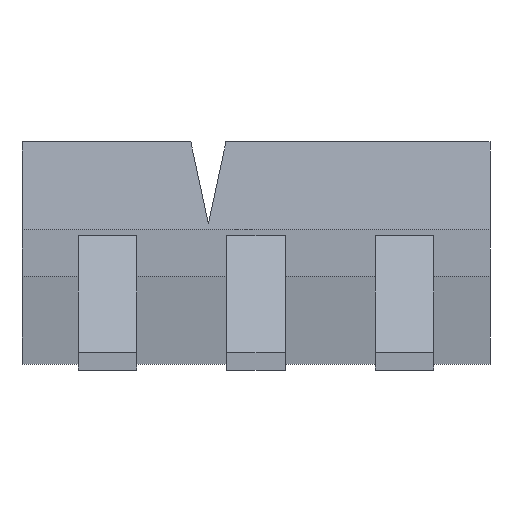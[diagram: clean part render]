
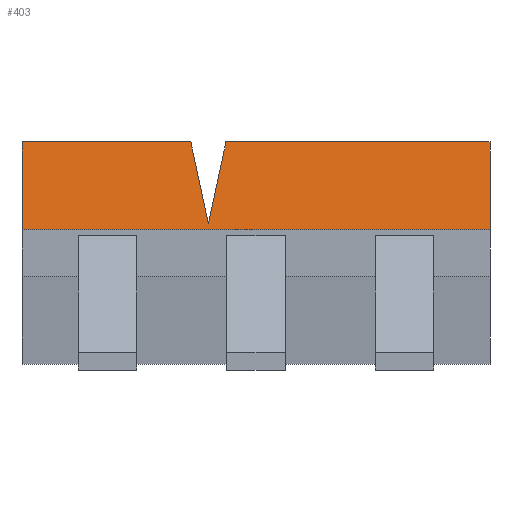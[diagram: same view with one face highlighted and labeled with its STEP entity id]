
A CAD part, left-side view. The second image highlights one B-rep face of the part: STEP entity #403.
In plain terms, the highlighted planar face has unit normal (-0.991, 0, 0.132).
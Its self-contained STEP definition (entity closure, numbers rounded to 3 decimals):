
#195=VECTOR('',#196,1.);
#196=DIRECTION('',(0.,1.,0.));
#199=VERTEX_POINT('',#200);
#200=CARTESIAN_POINT('',(-1.6,-2.,1.2));
#204=ORIENTED_EDGE('',*,*,#205,.T.);
#205=EDGE_CURVE('',#199,#206,#208,.T.);
#206=VERTEX_POINT('',#207);
#207=CARTESIAN_POINT('',(-1.6,2.,1.2));
#208=LINE('',#200,#195);
#330=VECTOR('',#331,1.);
#331=DIRECTION('',(-0.132,0.,    -0.991));
#345=VERTEX_POINT('',#346);
#346=CARTESIAN_POINT('',(-1.5,-2.,1.95));
#350=ORIENTED_EDGE('',*,*,#351,.F.);
#351=EDGE_CURVE('',#199,#345,#352,.T.);
#352=LINE('',#200,#353);
#353=VECTOR('',#354,1.);
#354=DIRECTION('',(0.132,0.,0.991)  );
#366=ORIENTED_EDGE('',*,*,#367,.F.);
#367=EDGE_CURVE('',#368,#206,#370,.T.);
#368=VERTEX_POINT('',#369);
#369=CARTESIAN_POINT('',(-1.5,2.,1.95));
#370=LINE('',#371,#330);
#371=CARTESIAN_POINT('',(-1.675,2.,0.635));
#403=ADVANCED_FACE('',(#404),#429,.F.);
#404=FACE_BOUND('',#405,.F.);
#405=EDGE_LOOP('',(#350,#204,#366,#406,#411,#419,#427));
#406=ORIENTED_EDGE('',*,*,#407,.F.);
#407=EDGE_CURVE('',#408,#368,#410,.T.);
#408=VERTEX_POINT('',#409);
#409=CARTESIAN_POINT('',(-1.5,0.557,1.95));
#410=LINE('',#346,#195);
#411=ORIENTED_EDGE('',*,*,#412,.T.);
#412=EDGE_CURVE('',#408,#413,#415,.T.);
#413=VERTEX_POINT('',#414);
#414=CARTESIAN_POINT('',(-1.593,0.407,1.25));
#415=LINE('',#416,#417);
#416=CARTESIAN_POINT('',(-1.583,0.424,1.327    ));
#417=VECTOR('',#418,1.);
#418=DIRECTION('',(-0.129,-0.208,-0.97));
#419=ORIENTED_EDGE('',*,*,#420,.T.);
#420=EDGE_CURVE('',#413,#421,#423,.T.);
#421=VERTEX_POINT('',#422);
#422=CARTESIAN_POINT('',(-1.5,0.257,1.95));
#423=LINE('',#424,#425);
#424=CARTESIAN_POINT('',(-1.564,0.36,1.468)  );
#425=VECTOR('',#426,1.);
#426=DIRECTION('',(0.129,-0.208,0.97));
#427=ORIENTED_EDGE('',*,*,#428,.F.);
#428=EDGE_CURVE('',#345,#421,#410,.T.);
#429=PLANE('',#430);
#430=AXIS2_PLACEMENT_3D('',#200,#431,#354);
#431=DIRECTION('',(0.991,0.,-0.132)  );
